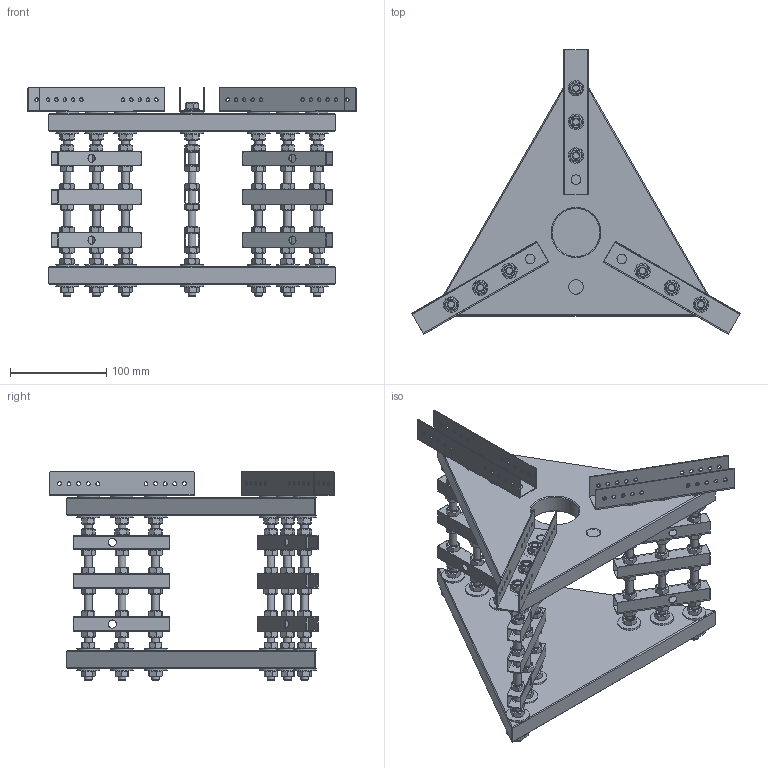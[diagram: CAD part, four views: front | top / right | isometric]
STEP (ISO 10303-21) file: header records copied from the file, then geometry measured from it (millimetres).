
FILE_DESCRIPTION((''),'2;1');
FILE_NAME('Startrampe_Grundkoerper.stp','2012-05-16T22:38:33',('TSG'),(''),'','','');
FILE_SCHEMA(('AUTOMOTIVE_DESIGN { 1 0 10303 214 1 1 1 1 }'));
Length unit declared in the file: millimetre
Products named in the file (11): Startrampe_Grundkörper.iam (Detailgenauigkeit1); Deckplatte; Gewindestange_M8_100mm; Grundplatte; Vierkant_15x15_100mm_mit_Bohrung_für_Füße; Vierkant_15x15_100mm_für_Füße; DIN 934 - ersetzt durch DIN EN 24032/28673/28674 M8; DIN 126 9; Winkel_20x20_150mm; DIN 9021 8,4; Libelle
Assembly tree (159 placements, depth 2):
  Startrampe_Grundkörper.iam (Detailgenauigkeit1)
    Deckplatte
    Gewindestange_M8_100mm  x9
    Grundplatte
    Vierkant_15x15_100mm_mit_Bohrung_für_Füße  x6
    Vierkant_15x15_100mm_für_Füße  x3
    DIN 934 - ersetzt durch DIN EN 24032/28673/28674 M8  x90
    DIN 126 9  x9
    Winkel_20x20_150mm  x3
    DIN 9021 8,4  x36
    Libelle
Bounding box: 341.59 x 295.83 x 217 mm (x, y, z)
Volume: 1684247.5 mm3; surface area: 495827.5 mm2
Topology: 159 solids, 159 shells, 1733 faces, 4015 edges, 2602 vertices
Faces by surface type: plane 1004, cone 380, bspline 255, cylinder 94
Full cylindrical faces by diameter (mm): 8 x9, 8.4 x36, 13 x1, 15 x2, 16 x9, 24 x36, 50 x1
Entity records: 6889 total; most frequent: CARTESIAN_POINT 1904, DIRECTION 998, ORIENTED_EDGE 628, AXIS2_PLACEMENT_3D 418, EDGE_LOOP 366, EDGE_CURVE 314, VERTEX_POINT 244, FACE_BOUND 200
